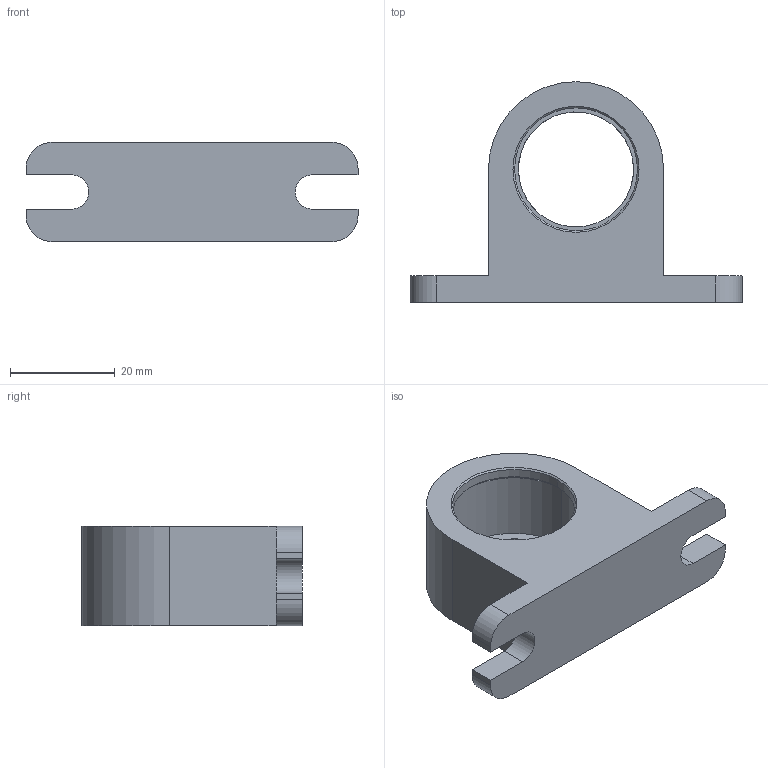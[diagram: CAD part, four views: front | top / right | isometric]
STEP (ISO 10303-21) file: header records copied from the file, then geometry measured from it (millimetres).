
FILE_DESCRIPTION (( 'STEP AP203' ), '1' );
FILE_NAME ('Web Model 36414_36414.step', '2017-10-30T18:35:33', ( '' ), ( '' ), 'SwSTEP 2.0', 'SolidWorks 2016', '' );
FILE_SCHEMA (( 'CONFIG_CONTROL_DESIGN' ));
Length unit declared in the file: millimetre
Products named in the file (1): Web Model 36414_36414
Bounding box: 63.5 x 42.15 x 19 mm (x, y, z)
Volume: 17313.6 mm3; surface area: 7899.5 mm2
Topology: 2 solids, 2 shells, 59 faces, 155 edges, 101 vertices
Faces by surface type: plane 30, cylinder 18, cone 11
Entity records: 1927 total; most frequent: CARTESIAN_POINT 364, DIRECTION 314, ORIENTED_EDGE 310, EDGE_CURVE 155, AXIS2_PLACEMENT_3D 115, VERTEX_POINT 101, VECTOR 84, LINE 84
